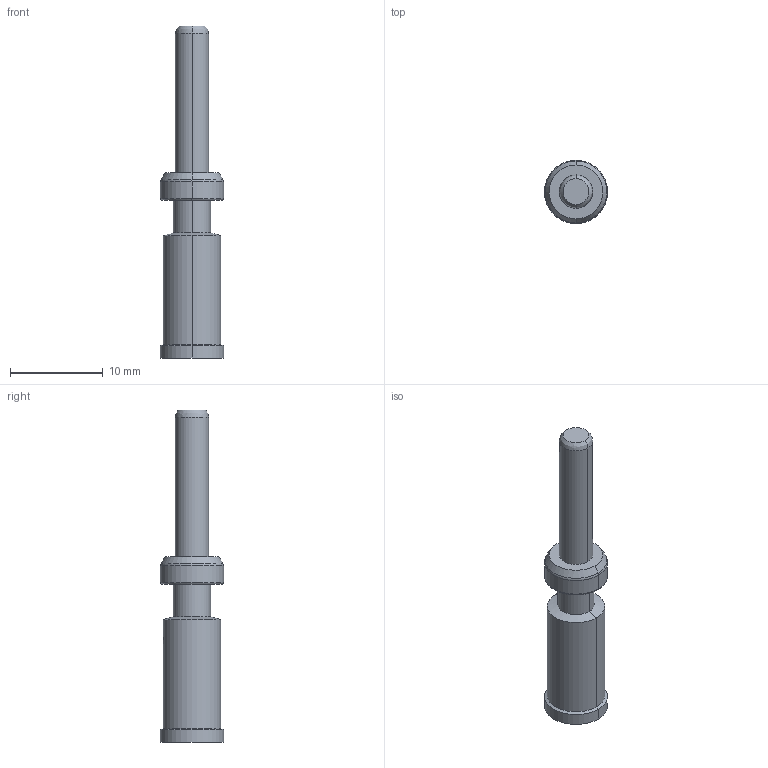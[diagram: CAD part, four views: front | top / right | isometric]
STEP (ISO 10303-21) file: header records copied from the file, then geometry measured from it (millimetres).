
FILE_DESCRIPTION((''),'2;1');
FILE_NAME('SM-36KP004_1605747','2013-10-23T',('vbengel'),(''),'PRO/ENGINEER BY PARAMETRIC TECHNOLOGY CORPORATION, 2012480','PRO/ENGINEER BY PARAMETRIC TECHNOLOGY CORPORATION, 2012480','');
FILE_SCHEMA(('AUTOMOTIVE_DESIGN { 1 0 10303 214 1 1 1 1 }'));
Length unit declared in the file: millimetre
Products named in the file (1): SM-36KP004_1605747
Bounding box: 6.8 x 6.8 x 35.8 mm (x, y, z)
Volume: 518.5 mm3; surface area: 817.8 mm2
Topology: 1 solids, 1 shells, 36 faces, 76 edges, 41 vertices
Faces by surface type: cylinder 14, cone 10, torus 6, plane 4, bspline 2
Entity records: 1161 total; most frequent: CARTESIAN_POINT 229, DIRECTION 182, ORIENTED_EDGE 148, AXIS2_PLACEMENT_3D 78, EDGE_CURVE 74, CIRCLE 44, VERTEX_POINT 41, EDGE_LOOP 39
